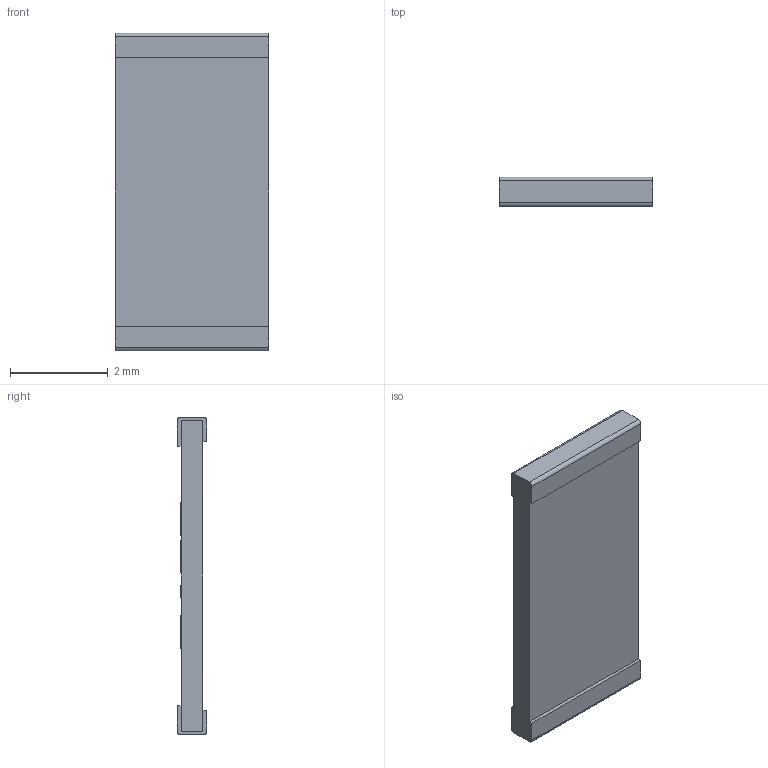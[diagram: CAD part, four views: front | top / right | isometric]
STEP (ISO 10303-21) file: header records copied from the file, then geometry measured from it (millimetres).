
FILE_DESCRIPTION (( 'STEP AP214' ), '1' );
FILE_NAME ('Stackpole CSRN2512 Res.STEP', '2016-03-15T23:54:01', ( '' ), ( '' ), 'SwSTEP 2.0', 'SolidWorks 2015', '' );
FILE_SCHEMA (( 'AUTOMOTIVE_DESIGN' ));
Length unit declared in the file: millimetre
Products named in the file (1): Stackpole CSRN2512 Res
Bounding box: 3.15 x 0.6 x 6.5 mm (x, y, z)
Volume: 9.7 mm3; surface area: 69.2 mm2
Topology: 3 solids, 3 shells, 78 faces, 204 edges, 136 vertices
Faces by surface type: plane 54, bspline 20, cylinder 4
Entity records: 4139 total; most frequent: CARTESIAN_POINT 1751, ORIENTED_EDGE 408, DIRECTION 290, EDGE_CURVE 204, LINE 156, VECTOR 156, VERTEX_POINT 136, EDGE_LOOP 82
